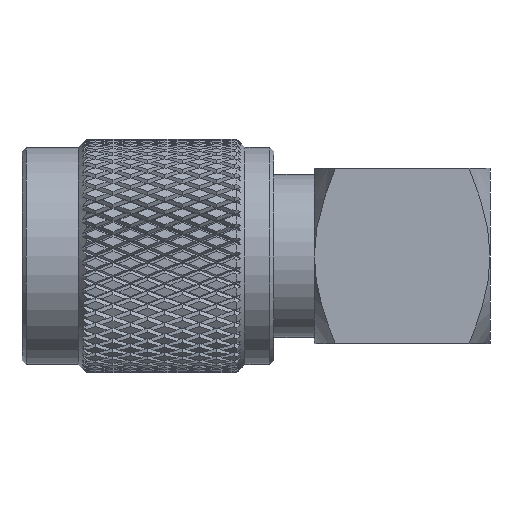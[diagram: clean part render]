
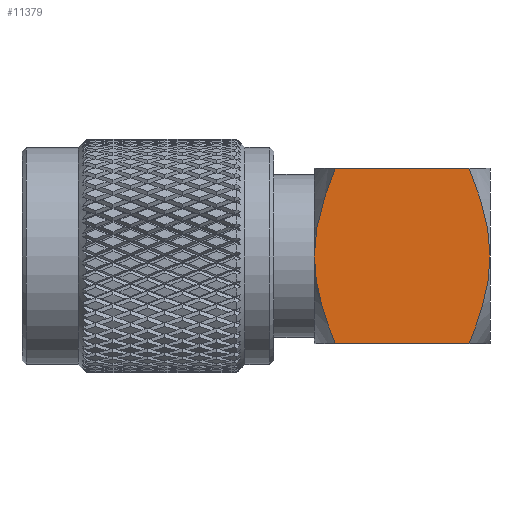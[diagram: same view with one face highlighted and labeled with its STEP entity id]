
A CAD part, front view. The second image highlights one B-rep face of the part: STEP entity #11379.
In plain terms, the highlighted planar face has unit normal (0, -1, 0).
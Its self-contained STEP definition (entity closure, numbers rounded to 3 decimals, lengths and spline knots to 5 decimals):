
#2008 = ORIENTED_EDGE ( 'NONE', *, *, #46084, .T. ) ;
#2529 = AXIS2_PLACEMENT_3D ( 'NONE', #28749, #46843, #78916 ) ;
#3186 = CARTESIAN_POINT ( 'NONE',  ( 0.16358, -0.215, -0.215 ) ) ;
#3264 = CARTESIAN_POINT ( 'NONE',  ( 0.1706, -0.215, 0.19782 ) ) ;
#5130 = CARTESIAN_POINT ( 'NONE',  ( -0.21357, -0.215, -0.03726 ) ) ;
#5955 = DIRECTION ( 'NONE',  ( 1., 0., 0. ) ) ;
#6259 = CARTESIAN_POINT ( 'NONE',  ( -0.20921, -0.215, 0.07369 ) ) ;
#7240 = CARTESIAN_POINT ( 'NONE',  ( -0.19035, -0.215, -0.14559 ) ) ;
#8711 = EDGE_CURVE ( 'NONE', #90502, #80829, #63505, .T. ) ;
#10128 = CARTESIAN_POINT ( 'NONE',  ( 0.215, -0.215, -0.01849 ) ) ;
#10739 = CARTESIAN_POINT ( 'NONE',  ( 0.18955, -0.215, 0.14523 ) ) ;
#10778 = ORIENTED_EDGE ( 'NONE', *, *, #82906, .T. ) ;
#11379 = ADVANCED_FACE ( 'NONE', ( #37288 ), #61288, .F. ) ;
#11504 = EDGE_CURVE ( 'NONE', #42465, #80829, #101888, .T. ) ;
#11794 = CARTESIAN_POINT ( 'NONE',  ( 0.19513, -0.215, 0.12741 ) ) ;
#12243 = ORIENTED_EDGE ( 'NONE', *, *, #50592, .F. ) ;
#12280 = VECTOR ( 'NONE', #5955, 39.37008 ) ;
#12722 = DIRECTION ( 'NONE',  ( 1., 0., 0. ) ) ;
#14282 = CARTESIAN_POINT ( 'NONE',  ( -0.215, -0.215, 0.03731 ) ) ;
#14811 = CARTESIAN_POINT ( 'NONE',  ( -0.1706, -0.215, 0.19782 ) ) ;
#15356 = CARTESIAN_POINT ( 'NONE',  ( -0.18955, -0.215, 0.14523 ) ) ;
#18253 = CARTESIAN_POINT ( 'NONE',  ( 0.16358, -0.215, 0.215 ) ) ;
#21543 = ORIENTED_EDGE ( 'NONE', *, *, #8711, .T. ) ;
#23279 = CARTESIAN_POINT ( 'NONE',  ( -0.20443, -0.215, -0.09197 ) ) ;
#23576 = LINE ( 'NONE', #62035, #12280 ) ;
#24155 = CARTESIAN_POINT ( 'NONE',  ( 0.215, -0.215, 0.03731 ) ) ;
#27300 = CARTESIAN_POINT ( 'NONE',  ( 0.17727, -0.215, 0.18046 ) ) ;
#27710 = VERTEX_POINT ( 'NONE', #29996 ) ;
#28749 = CARTESIAN_POINT ( 'NONE',  ( -0.215, -0.215, 0.215 ) ) ;
#29165 = CARTESIAN_POINT ( 'NONE',  ( -0.215, -0.215, 0. ) ) ;
#29996 = CARTESIAN_POINT ( 'NONE',  ( 0.16358, -0.215, -0.215 ) ) ;
#33245 = VECTOR ( 'NONE', #12722, 39.37008 ) ;
#36749 = CARTESIAN_POINT ( 'NONE',  ( -0.16358, -0.215, 0.215 ) ) ;
#37288 = FACE_OUTER_BOUND ( 'NONE', #46092, .T. ) ;
#38396 = ORIENTED_EDGE ( 'NONE', *, *, #11504, .F. ) ;
#42465 = VERTEX_POINT ( 'NONE', #36749 ) ;
#42555 = EDGE_CURVE ( 'NONE', #97730, #42465, #94254, .T. ) ;
#43858 = B_SPLINE_CURVE_WITH_KNOTS ( 'NONE', 3,
 ( #3186, #82765, #58177, #100890, #59237, #91827, #10128, #75285 ),
 .UNSPECIFIED., .F., .F.,
 ( 4, 2, 2, 4 ),
 ( 0.00605, 0.00888, 0.01029, 0.0117 ),
 .UNSPECIFIED. ) ;
#45450 = CARTESIAN_POINT ( 'NONE',  ( -0.16358, -0.215, -0.215 ) ) ;
#46084 = EDGE_CURVE ( 'NONE', #27710, #90502, #43858, .T. ) ;
#46092 = EDGE_LOOP ( 'NONE', ( #10778, #2008, #21543, #38396, #98439, #12243 ) ) ;
#46843 = DIRECTION ( 'NONE',  ( 0., 1., 0. ) ) ;
#48917 = CARTESIAN_POINT ( 'NONE',  ( -0.19513, -0.215, 0.12741 ) ) ;
#50592 = EDGE_CURVE ( 'NONE', #99072, #97730, #95413, .T. ) ;
#52356 = CARTESIAN_POINT ( 'NONE',  ( 0.16358, -0.215, 0.215 ) ) ;
#53702 = CARTESIAN_POINT ( 'NONE',  ( -0.20827, -0.215, -0.07391 ) ) ;
#56171 = CARTESIAN_POINT ( 'NONE',  ( 0.215, -0.215, 0. ) ) ;
#56430 = CARTESIAN_POINT ( 'NONE',  ( -0.17727, -0.215, 0.18046 ) ) ;
#56701 = CARTESIAN_POINT ( 'NONE',  ( 0.20921, -0.215, 0.07369 ) ) ;
#58177 = CARTESIAN_POINT ( 'NONE',  ( 0.19035, -0.215, -0.14559 ) ) ;
#59237 = CARTESIAN_POINT ( 'NONE',  ( 0.20827, -0.215, -0.07391 ) ) ;
#61288 = PLANE ( 'NONE',  #2529 ) ;
#62035 = CARTESIAN_POINT ( 'NONE',  ( -0.215, -0.215, -0.215 ) ) ;
#62263 = CARTESIAN_POINT ( 'NONE',  ( -0.16358, -0.215, -0.215 ) ) ;
#63505 = B_SPLINE_CURVE_WITH_KNOTS ( 'NONE', 3,
 ( #56171, #24155, #56701, #11794, #10739, #27300, #3264, #18253 ),
 .UNSPECIFIED., .F., .F.,
 ( 4, 2, 2, 4 ),
 ( 0.0117, 0.01455, 0.01597, 0.01739 ),
 .UNSPECIFIED. ) ;
#69730 = CARTESIAN_POINT ( 'NONE',  ( -0.1776, -0.215, -0.18068 ) ) ;
#71853 = CARTESIAN_POINT ( 'NONE',  ( -0.215, -0.215, 0. ) ) ;
#75285 = CARTESIAN_POINT ( 'NONE',  ( 0.215, -0.215, 0. ) ) ;
#78916 = DIRECTION ( 'NONE',  ( 0., 0., 1. ) ) ;
#80829 = VERTEX_POINT ( 'NONE', #52356 ) ;
#82765 = CARTESIAN_POINT ( 'NONE',  ( 0.1776, -0.215, -0.18068 ) ) ;
#82906 = EDGE_CURVE ( 'NONE', #99072, #27710, #23576, .T. ) ;
#85860 = CARTESIAN_POINT ( 'NONE',  ( -0.215, -0.215, 0.215 ) ) ;
#88479 = CARTESIAN_POINT ( 'NONE',  ( -0.215, -0.215, 0. ) ) ;
#90502 = VERTEX_POINT ( 'NONE', #102807 ) ;
#91827 = CARTESIAN_POINT ( 'NONE',  ( 0.21357, -0.215, -0.03726 ) ) ;
#94254 = B_SPLINE_CURVE_WITH_KNOTS ( 'NONE', 3,
 ( #88479, #14282, #6259, #48917, #15356, #56430, #14811, #103986 ),
 .UNSPECIFIED., .F., .F.,
 ( 4, 2, 2, 4 ),
 ( 0.0117, 0.01455, 0.01597, 0.01739 ),
 .UNSPECIFIED. ) ;
#95413 = B_SPLINE_CURVE_WITH_KNOTS ( 'NONE', 3,
 ( #62263, #69730, #7240, #23279, #53702, #5130, #102851, #71853 ),
 .UNSPECIFIED., .F., .F.,
 ( 4, 2, 2, 4 ),
 ( 0.00605, 0.00888, 0.01029, 0.0117 ),
 .UNSPECIFIED. ) ;
#97730 = VERTEX_POINT ( 'NONE', #29165 ) ;
#98439 = ORIENTED_EDGE ( 'NONE', *, *, #42555, .F. ) ;
#99072 = VERTEX_POINT ( 'NONE', #45450 ) ;
#100890 = CARTESIAN_POINT ( 'NONE',  ( 0.20443, -0.215, -0.09197 ) ) ;
#101888 = LINE ( 'NONE', #85860, #33245 ) ;
#102807 = CARTESIAN_POINT ( 'NONE',  ( 0.215, -0.215, 0. ) ) ;
#102851 = CARTESIAN_POINT ( 'NONE',  ( -0.215, -0.215, -0.01849 ) ) ;
#103986 = CARTESIAN_POINT ( 'NONE',  ( -0.16358, -0.215, 0.215 ) ) ;
